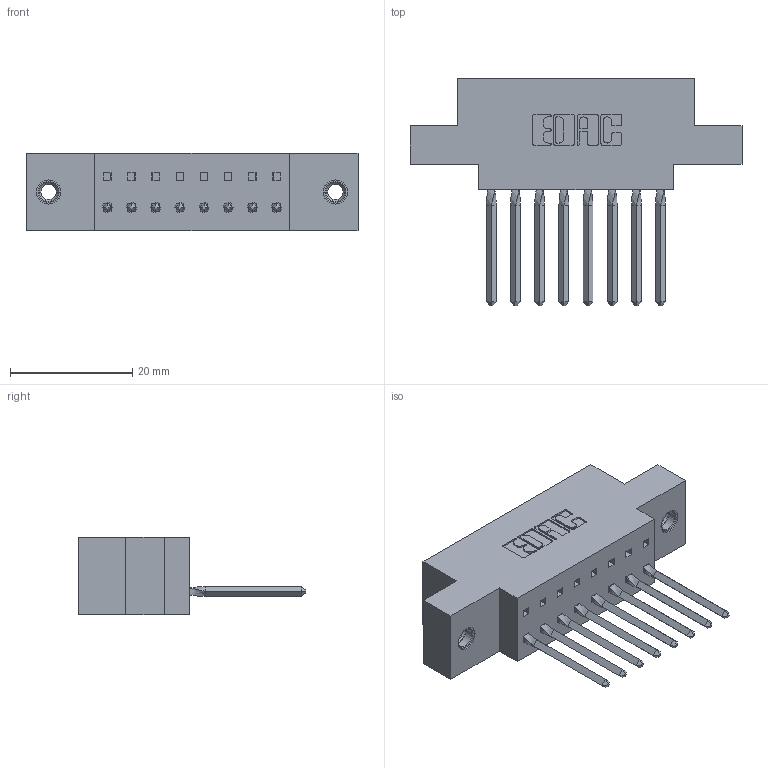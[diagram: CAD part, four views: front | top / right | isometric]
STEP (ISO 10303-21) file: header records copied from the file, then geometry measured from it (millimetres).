
FILE_DESCRIPTION (( 'STEP AP203' ), '1' );
FILE_NAME ('317-008-541-607.STEP', '2020-02-27T13:10:49', ( '' ), ( '' ), 'SwSTEP 2.0', 'SolidWorks 2016', '' );
FILE_SCHEMA (( 'CONFIG_CONTROL_DESIGN' ));
Length unit declared in the file: inch
Products named in the file (4): 317-290-002_541; 345-250-001_345-250-005-103; 317 Part_.156 Dia - TI; 317-008-541-607
Assembly tree (11 placements, depth 2):
  317-008-541-607
    317 Part_.156 Dia - TI
    317-290-002_541  x8
    345-250-001_345-250-005-103  x2
Bounding box: 54.41 x 37.34 x 12.7 mm (x, y, z)
Volume: 7764 mm3; surface area: 9873 mm2
Topology: 11 solids, 11 shells, 1378 faces, 3883 edges, 2522 vertices
Faces by surface type: plane 1082, cylinder 248, bspline 32, cone 12, torus 4
Entity records: 18785 total; most frequent: CARTESIAN_POINT 3932, ORIENTED_EDGE 3186, DIRECTION 2635, EDGE_CURVE 1593, VECTOR 1209, LINE 1209, VERTEX_POINT 1050, AXIS2_PLACEMENT_3D 713
